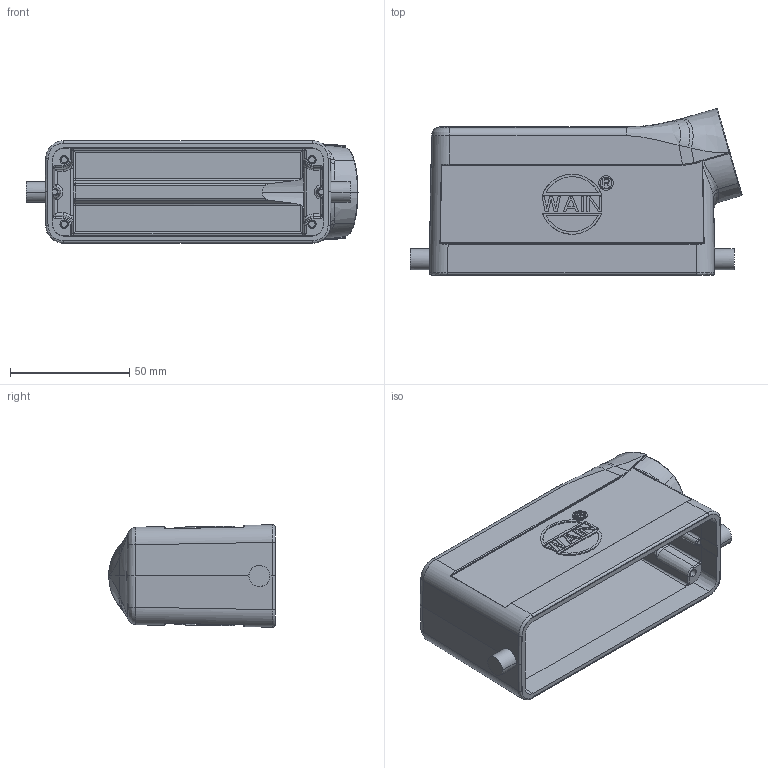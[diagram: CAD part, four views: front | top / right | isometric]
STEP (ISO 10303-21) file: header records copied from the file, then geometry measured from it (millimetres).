
FILE_DESCRIPTION((''),'2;1');
FILE_NAME('H24B-SE-4B','2019-08-08T',('zl.chen'),(''),'PRO/ENGINEER BY PARAMETRIC TECHNOLOGY CORPORATION, 2013430','PRO/ENGINEER BY PARAMETRIC TECHNOLOGY CORPORATION, 2013430','');
FILE_SCHEMA(('CONFIG_CONTROL_DESIGN','SHAPE_APPEARANCE_LAYERS_GROUPS'));
Length unit declared in the file: millimetre
Products named in the file (1): H24B-SE-4B
Bounding box: 139.33 x 69.97 x 42.97 mm (x, y, z)
Volume: 77871.8 mm3; surface area: 48258.7 mm2
Topology: 1 solids, 1 shells, 522 faces, 1274 edges, 786 vertices
Faces by surface type: plane 243, cylinder 113, bspline 91, torus 35, cone 28, extrusion 8, sphere 3, revolution 1
Entity records: 20807 total; most frequent: CARTESIAN_POINT 9315, ORIENTED_EDGE 2542, DIRECTION 2072, EDGE_CURVE 1271, VERTEX_POINT 786, VECTOR 725, LINE 717, AXIS2_PLACEMENT_3D 673
